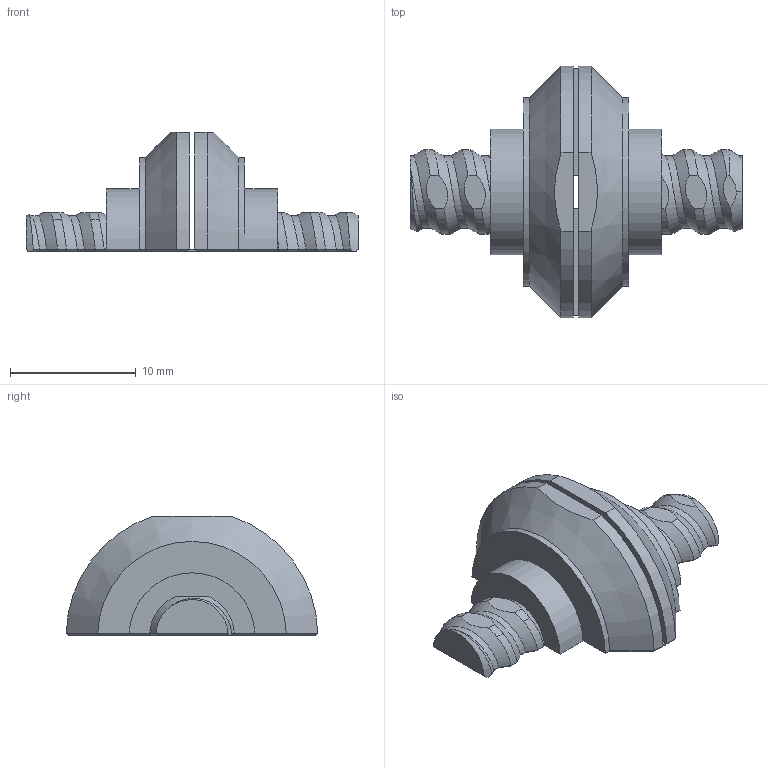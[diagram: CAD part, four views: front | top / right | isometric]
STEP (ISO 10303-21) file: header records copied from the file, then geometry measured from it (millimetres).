
FILE_DESCRIPTION(('HOOPS Exchange Step'),'2;1');
FILE_NAME('temp_export','2024-11-15T21:06:18+01:00',('ddanier'),('Shapr3D Limited'),'HOOPS Exchange 2024.6','Shapr3D','Authorized');
FILE_SCHEMA( ('AP242_MANAGED_MODEL_BASED_3D_ENGINEERING_MIM_LF {1 0 10303 442 1 1 4 }') );
Length unit declared in the file: millimetre
Products named in the file (1): Small, Coin Slot , Foldable
Bounding box: 26.4 x 20 x 9.5 mm (x, y, z)
Volume: 1321.2 mm3; surface area: 1304.5 mm2
Topology: 1 solids, 1 shells, 149 faces, 384 edges, 236 vertices
Faces by surface type: plane 82, bspline 38, cylinder 24, cone 5
Entity records: 5550 total; most frequent: CARTESIAN_POINT 2342, ORIENTED_EDGE 768, DIRECTION 500, EDGE_CURVE 384, VERTEX_POINT 236, VECTOR 194, LINE 194, AXIS2_PLACEMENT_3D 153
